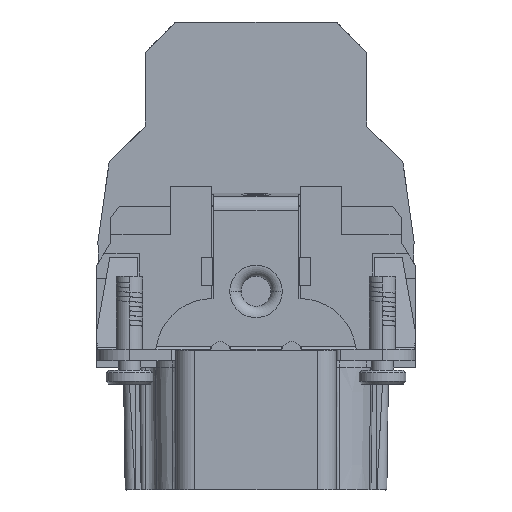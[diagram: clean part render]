
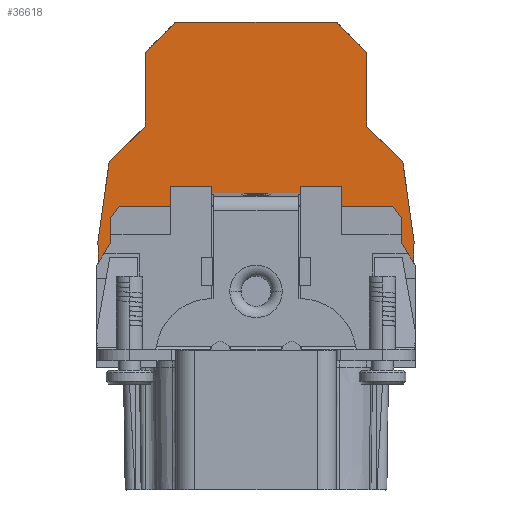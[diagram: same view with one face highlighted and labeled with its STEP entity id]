
A CAD part, left-side view. The second image highlights one B-rep face of the part: STEP entity #36618.
In plain terms, the highlighted planar face has unit normal (-1, 0, 0).
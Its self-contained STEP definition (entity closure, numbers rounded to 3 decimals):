
#3836=DIRECTION('',(0.,0.033,0.999));
#3837=VECTOR('',#3836,2.207);
#3838=CARTESIAN_POINT('',(-17.05,16.805,38.411));
#3839=LINE('',#3838,#3837);
#3840=DIRECTION('',(0.,-0.14,0.99));
#3841=VECTOR('',#3840,8.588);
#3842=CARTESIAN_POINT('',(-17.05,16.878,40.617));
#3843=LINE('',#3842,#3841);
#3844=DIRECTION('',(0.,-0.708,0.706));
#3845=VECTOR('',#3844,5.431);
#3846=CARTESIAN_POINT('',(-17.05,15.672,49.12));
#3847=LINE('',#3846,#3845);
#3848=DIRECTION('',(0.,0.,1.));
#3849=VECTOR('',#3848,7.845);
#3850=CARTESIAN_POINT('',(-17.05,11.827,52.955));
#3851=LINE('',#3850,#3849);
#3852=DIRECTION('',(0.,-0.706,0.709));
#3853=VECTOR('',#3852,4.394);
#3854=CARTESIAN_POINT('',(-17.05,11.827,60.8));
#3855=LINE('',#3854,#3853);
#3856=CARTESIAN_POINT('',(-17.05,8.372,63.561));
#3857=DIRECTION('',(1.,0.,0.));
#3858=DIRECTION('',(0.,0.709,0.706));
#3859=AXIS2_PLACEMENT_3D('',#3856,#3857,#3858);
#3861=DIRECTION('',(0.,-1.,0.));
#3862=VECTOR('',#3861,16.744);
#3863=CARTESIAN_POINT('',(-17.05,8.372,64.061));
#3864=LINE('',#3863,#3862);
#3865=CARTESIAN_POINT('',(-17.05,-8.372,63.56));
#3866=DIRECTION('',(1.,0.,0.));
#3867=DIRECTION('',(0.,0.,1.));
#3868=AXIS2_PLACEMENT_3D('',#3865,#3866,#3867);
#3870=DIRECTION('',(0.,-0.706,-0.709));
#3871=VECTOR('',#3870,4.393);
#3872=CARTESIAN_POINT('',(-17.05,-8.726,
63.913));
#3873=LINE('',#3872,#3871);
#3874=DIRECTION('',(0.,0.,-1.));
#3875=VECTOR('',#3874,7.845);
#3876=CARTESIAN_POINT('',(-17.05,-11.826,60.8));
#3877=LINE('',#3876,#3875);
#3878=DIRECTION('',(0.,-0.708,-0.706));
#3879=VECTOR('',#3878,5.431);
#3880=CARTESIAN_POINT('',(-17.05,-11.826,52.955));
#3881=LINE('',#3880,#3879);
#3882=DIRECTION('',(0.,-0.14,-0.99));
#3883=VECTOR('',#3882,8.588);
#3884=CARTESIAN_POINT('',(-17.05,-15.671,49.12));
#3885=LINE('',#3884,#3883);
#3886=DIRECTION('',(0.,0.033,-0.999));
#3887=VECTOR('',#3886,2.205);
#3888=CARTESIAN_POINT('',(-17.05,-16.877,40.617));
#3889=LINE('',#3888,#3887);
#3890=DIRECTION('',(0.,0.53,0.848));
#3891=VECTOR('',#3890,2.461);
#3892=CARTESIAN_POINT('',(-17.05,-16.804,
38.413));
#3893=LINE('',#3892,#3891);
#3906=DIRECTION('',(0.,0.,1.));
#3907=VECTOR('',#3906,2.7);
#3908=CARTESIAN_POINT('',(-17.05,-15.5,40.5));
#3909=LINE('',#3908,#3907);
#3954=DIRECTION('',(0.,-1.,0.));
#3955=VECTOR('',#3954,25.);
#3956=CARTESIAN_POINT('',(-17.05,14.6,44.4));
#3957=LINE('',#3956,#3955);
#3970=DIRECTION('',(0.,-1.,0.));
#3971=VECTOR('',#3970,2.);
#3972=CARTESIAN_POINT('',(-17.05,-12.6,44.4));
#3973=LINE('',#3972,#3971);
#3986=DIRECTION('',(0.,0.,1.));
#3987=VECTOR('',#3986,8.4);
#3988=CARTESIAN_POINT('',(-17.05,-10.4,36.));
#3989=LINE('',#3988,#3987);
#3990=CARTESIAN_POINT('',(-17.05,-11.5,36.));
#3991=DIRECTION('',(-1.,0.,0.));
#3992=DIRECTION('',(0.,1.,0.));
#3993=AXIS2_PLACEMENT_3D('',#3990,#3991,#3992);
#4003=DIRECTION('',(0.,0.,-1.));
#4004=VECTOR('',#4003,8.4);
#4005=CARTESIAN_POINT('',(-17.05,-12.6,44.4));
#4006=LINE('',#4005,#4004);
#4025=DIRECTION('',(0.,0.6,0.8));
#4026=VECTOR('',#4025,1.5);
#4027=CARTESIAN_POINT('',(-17.05,-15.5,43.2));
#4028=LINE('',#4027,#4026);
#4133=DIRECTION('',(0.,0.,1.));
#4134=VECTOR('',#4133,2.7);
#4135=CARTESIAN_POINT('',(-17.05,15.5,40.5));
#4136=LINE('',#4135,#4134);
#4149=DIRECTION('',(0.,-0.6,0.8));
#4150=VECTOR('',#4149,1.5);
#4151=CARTESIAN_POINT('',(-17.05,15.5,43.2));
#4152=LINE('',#4151,#4150);
#4157=DIRECTION('',(0.,-0.53,0.848));
#4158=VECTOR('',#4157,2.463);
#4159=CARTESIAN_POINT('',(-17.05,16.805,38.411));
#4160=LINE('',#4159,#4158);
#26697=CARTESIAN_POINT('',(-17.05,8.372,
64.061));
#26698=CARTESIAN_POINT('',(-17.05,-8.372,
64.06));
#26699=VERTEX_POINT('',#26697);
#26700=VERTEX_POINT('',#26698);
#26701=CARTESIAN_POINT('',(-17.05,-8.726,
63.913));
#26702=VERTEX_POINT('',#26701);
#26703=CARTESIAN_POINT('',(-17.05,-11.826,60.8));
#26704=VERTEX_POINT('',#26703);
#26705=CARTESIAN_POINT('',(-17.05,-11.826,52.955));
#26706=VERTEX_POINT('',#26705);
#26707=CARTESIAN_POINT('',(-17.05,-15.671,49.12));
#26708=VERTEX_POINT('',#26707);
#26709=CARTESIAN_POINT('',(-17.05,-16.877,40.617));
#26710=VERTEX_POINT('',#26709);
#26711=CARTESIAN_POINT('',(-17.05,16.878,40.617));
#26712=CARTESIAN_POINT('',(-17.05,15.672,49.12));
#26713=VERTEX_POINT('',#26711);
#26714=VERTEX_POINT('',#26712);
#26715=CARTESIAN_POINT('',(-17.05,11.827,52.955));
#26716=VERTEX_POINT('',#26715);
#26717=CARTESIAN_POINT('',(-17.05,11.827,60.8));
#26718=VERTEX_POINT('',#26717);
#26719=CARTESIAN_POINT('',(-17.05,8.727,
63.914));
#26720=VERTEX_POINT('',#26719);
#26761=CARTESIAN_POINT('',(-17.05,-16.804,
38.413));
#26763=VERTEX_POINT('',#26761);
#26771=CARTESIAN_POINT('',(-17.05,16.805,
38.411));
#26772=VERTEX_POINT('',#26771);
#26773=CARTESIAN_POINT('',(-17.05,-15.5,40.5));
#26774=VERTEX_POINT('',#26773);
#26775=CARTESIAN_POINT('',(-17.05,-15.5,43.2));
#26776=VERTEX_POINT('',#26775);
#26777=CARTESIAN_POINT('',(-17.05,-14.6,44.4));
#26778=VERTEX_POINT('',#26777);
#26779=CARTESIAN_POINT('',(-17.05,-12.6,44.4));
#26780=CARTESIAN_POINT('',(-17.05,-12.6,36.));
#26781=VERTEX_POINT('',#26779);
#26782=VERTEX_POINT('',#26780);
#26783=CARTESIAN_POINT('',(-17.05,-10.4,36.));
#26784=VERTEX_POINT('',#26783);
#26785=CARTESIAN_POINT('',(-17.05,-10.4,44.4));
#26786=VERTEX_POINT('',#26785);
#26787=CARTESIAN_POINT('',(-17.05,14.6,44.4));
#26788=VERTEX_POINT('',#26787);
#26789=CARTESIAN_POINT('',(-17.05,15.5,43.2));
#26790=VERTEX_POINT('',#26789);
#26791=CARTESIAN_POINT('',(-17.05,15.5,40.5));
#26792=VERTEX_POINT('',#26791);
#36565=CARTESIAN_POINT('',(-17.05,0.,0.));
#36566=DIRECTION('',(1.,0.,0.));
#36567=DIRECTION('',(0.,1.,0.));
#36568=AXIS2_PLACEMENT_3D('',#36565,#36566,#36567);
#36569=PLANE('',#36568);
#36571=ORIENTED_EDGE('',*,*,#36570,.T.);
#36573=ORIENTED_EDGE('',*,*,#36572,.T.);
#36575=ORIENTED_EDGE('',*,*,#36574,.T.);
#36577=ORIENTED_EDGE('',*,*,#36576,.F.);
#36579=ORIENTED_EDGE('',*,*,#36578,.T.);
#36581=ORIENTED_EDGE('',*,*,#36580,.F.);
#36583=ORIENTED_EDGE('',*,*,#36582,.T.);
#36585=ORIENTED_EDGE('',*,*,#36584,.F.);
#36587=ORIENTED_EDGE('',*,*,#36586,.F.);
#36589=ORIENTED_EDGE('',*,*,#36588,.F.);
#36591=ORIENTED_EDGE('',*,*,#36590,.F.);
#36593=ORIENTED_EDGE('',*,*,#36592,.T.);
#36595=ORIENTED_EDGE('',*,*,#36594,.T.);
#36597=ORIENTED_EDGE('',*,*,#36596,.T.);
#36599=ORIENTED_EDGE('',*,*,#36598,.T.);
#36601=ORIENTED_EDGE('',*,*,#36600,.T.);
#36603=ORIENTED_EDGE('',*,*,#36602,.T.);
#36605=ORIENTED_EDGE('',*,*,#36604,.T.);
#36607=ORIENTED_EDGE('',*,*,#36606,.T.);
#36609=ORIENTED_EDGE('',*,*,#36608,.T.);
#36611=ORIENTED_EDGE('',*,*,#36610,.T.);
#36613=ORIENTED_EDGE('',*,*,#36612,.T.);
#36614=ORIENTED_EDGE('',*,*,#36199,.T.);
#36615=ORIENTED_EDGE('',*,*,#36106,.T.);
#36616=EDGE_LOOP('',(#36571,#36573,#36575,#36577,#36579,#36581,#36583,#36585,
#36587,#36589,#36591,#36593,#36595,#36597,#36599,#36601,#36603,#36605,#36607,
#36609,#36611,#36613,#36614,#36615));
#36617=FACE_OUTER_BOUND('',#36616,.F.);
#36618=ADVANCED_FACE('',(#36617),#36569,.F.);
#3860=CIRCLE('',#3859,0.5);
#3869=CIRCLE('',#3868,0.5);
#3994=CIRCLE('',#3993,1.1);
#36106=EDGE_CURVE('',#26710,#26763,#3889,.T.);
#36199=EDGE_CURVE('',#26708,#26710,#3885,.T.);
#36570=EDGE_CURVE('',#26763,#26774,#3893,.T.);
#36572=EDGE_CURVE('',#26774,#26776,#3909,.T.);
#36574=EDGE_CURVE('',#26776,#26778,#4028,.T.);
#36576=EDGE_CURVE('',#26781,#26778,#3973,.T.);
#36578=EDGE_CURVE('',#26781,#26782,#4006,.T.);
#36580=EDGE_CURVE('',#26784,#26782,#3994,.T.);
#36582=EDGE_CURVE('',#26784,#26786,#3989,.T.);
#36584=EDGE_CURVE('',#26788,#26786,#3957,.T.);
#36586=EDGE_CURVE('',#26790,#26788,#4152,.T.);
#36588=EDGE_CURVE('',#26792,#26790,#4136,.T.);
#36590=EDGE_CURVE('',#26772,#26792,#4160,.T.);
#36592=EDGE_CURVE('',#26772,#26713,#3839,.T.);
#36594=EDGE_CURVE('',#26713,#26714,#3843,.T.);
#36596=EDGE_CURVE('',#26714,#26716,#3847,.T.);
#36598=EDGE_CURVE('',#26716,#26718,#3851,.T.);
#36600=EDGE_CURVE('',#26718,#26720,#3855,.T.);
#36602=EDGE_CURVE('',#26720,#26699,#3860,.T.);
#36604=EDGE_CURVE('',#26699,#26700,#3864,.T.);
#36606=EDGE_CURVE('',#26700,#26702,#3869,.T.);
#36608=EDGE_CURVE('',#26702,#26704,#3873,.T.);
#36610=EDGE_CURVE('',#26704,#26706,#3877,.T.);
#36612=EDGE_CURVE('',#26706,#26708,#3881,.T.);
